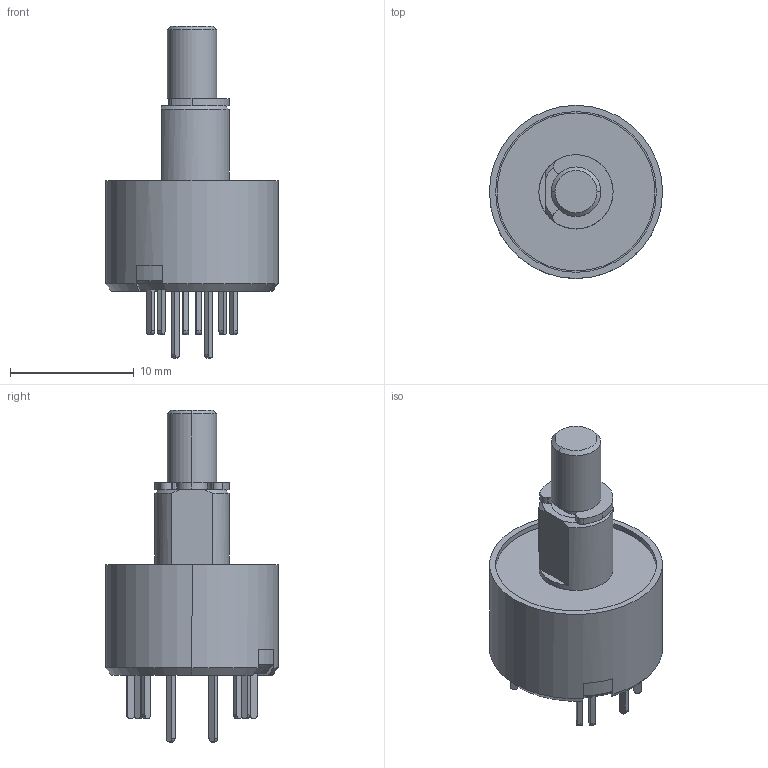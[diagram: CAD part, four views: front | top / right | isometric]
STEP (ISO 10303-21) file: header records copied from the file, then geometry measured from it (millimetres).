
FILE_DESCRIPTION (( 'STEP AP203' ), '1' );
FILE_NAME ('3ﾏ2ﾍ 12 IP48(40).STEP', '2020-09-03T08:02:20', ( '' ), ( '' ), 'SwSTEP 2.0', 'SolidWorks 2017', '' );
FILE_SCHEMA (( 'CONFIG_CONTROL_DESIGN' ));
Length unit declared in the file: millimetre
Products named in the file (19): ÌÏÍ3 ðîòîð 4Í; ÌÏÍ3 10Ï âûâîä-oa7; 櫻蠉錪2; ÌÏÍ3 10Ï îñíîâàíèå; ÔÈÌÄ-Ý.18.27 Óçåë ôèêñàöèè; ÌÏÍ3 Êîíòàêò íà 180; �����_3�2�; ÌÏÍ3 Ïðóæèíêà Ô ïðÿìàÿ; 扻豵鵨; 扻錪犩 諘瀁謺鍷; 匀棠.754175.002 暑朦鲱 箫腩蝽栩咫铄; ﾔﾈﾌﾄ-ﾝ.18.34 ﾂ琿_12; 3ﾏ2ﾍ 12 IP48(40)
Assembly tree (17 placements, depth 3):
  ÌÏÍ3 ðîòîð 4Í
  ÌÏÍ3 Ïðóæèíêà Ô ïðÿìàÿ
  3ﾏ2ﾍ 12 IP48(40)
    ÔÈÌÄ-Ý.18.27 Óçåë ôèêñàöèè
      扻豵鵨
      扻錪犩 諘瀁謺鍷
      匀棠.754175.002 暑朦鲱 箫腩蝽栩咫铄  x2
    �����_3�2�
      ÌÏÍ3 Êîíòàêò íà 180
      ÌÏÍ3 10Ï âûâîä-oa7
      ÌÏÍ3 10Ï îñíîâàíèå
      ÌÏÍ3 Êîíòàêò íà 180
      ÌÏÍ3 10Ï âûâîä-oa7
      ÌÏÍ3 10Ï âûâîä-oa7
      ÌÏÍ3 10Ï âûâîä-oa7
      ÌÏÍ3 10Ï âûâîä-oa7
      ÌÏÍ3 10Ï âûâîä-oa7
      櫻蠉錪2
    ﾔﾈﾌﾄ-ﾝ.18.34 ﾂ琿_12
Bounding box: 14 x 14 x 26.85 mm (x, y, z)
Volume: 1005.9 mm3; surface area: 2475.3 mm2
Topology: 15 solids, 15 shells, 270 faces, 636 edges, 416 vertices
Faces by surface type: plane 151, cylinder 72, bspline 28, cone 19
Entity records: 10004 total; most frequent: CARTESIAN_POINT 1882, DIRECTION 1275, ORIENTED_EDGE 1256, EDGE_CURVE 628, AXIS2_PLACEMENT_3D 441, VERTEX_POINT 412, VECTOR 393, LINE 393
